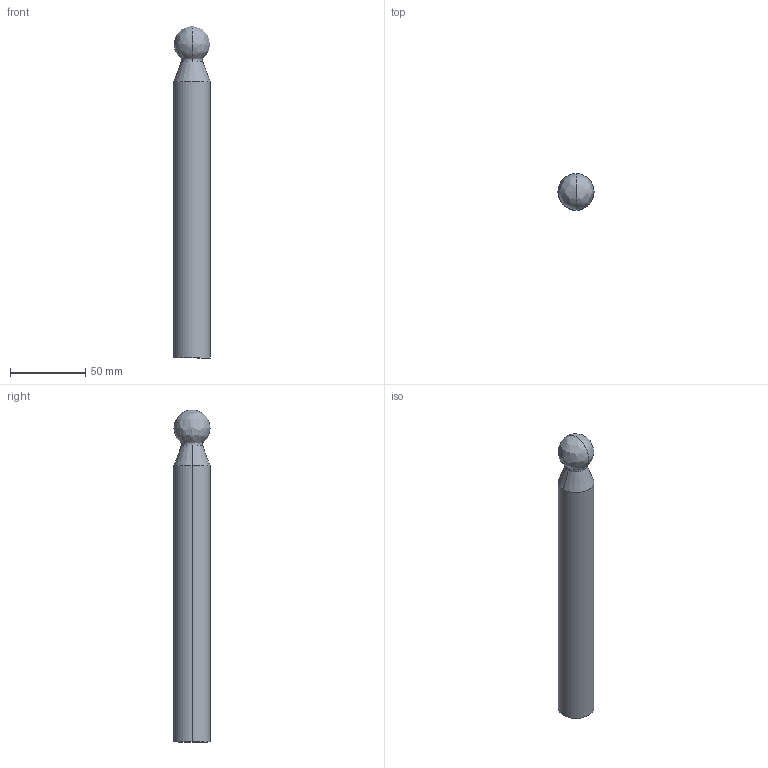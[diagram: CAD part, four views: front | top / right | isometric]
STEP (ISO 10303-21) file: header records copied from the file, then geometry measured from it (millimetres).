
FILE_DESCRIPTION (( 'STEP AP203' ), '1' );
FILE_NAME ('UPlinkSLDPRT.STEP', '2022-05-07T12:56:55', ( '' ), ( '' ), 'SwSTEP 2.0', 'SolidWorks 2020', '' );
FILE_SCHEMA (( 'CONFIG_CONTROL_DESIGN' ));
Length unit declared in the file: millimetre
Products named in the file (1): UPlinkSLDPRT
Bounding box: 24 x 24 x 221.32 mm (x, y, z)
Volume: 94581.4 mm3; surface area: 17056.9 mm2
Topology: 1 solids, 2 shells, 17 faces, 39 edges, 21 vertices
Faces by surface type: cylinder 6, bspline 4, cone 4, plane 3
Entity records: 565 total; most frequent: CARTESIAN_POINT 132, DIRECTION 84, ORIENTED_EDGE 66, AXIS2_PLACEMENT_3D 37, EDGE_CURVE 33, CIRCLE 23, VERTEX_POINT 21, EDGE_LOOP 18
